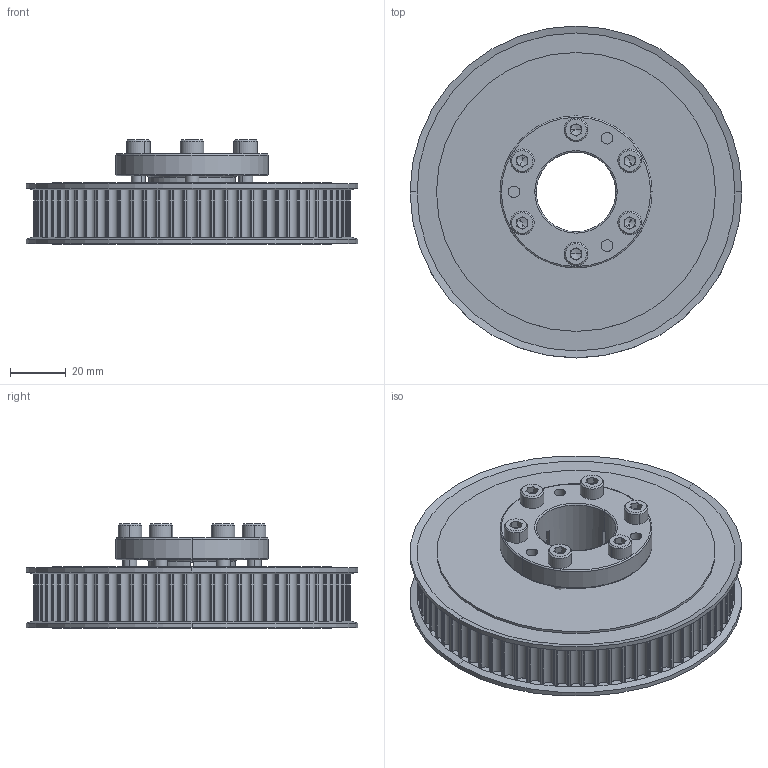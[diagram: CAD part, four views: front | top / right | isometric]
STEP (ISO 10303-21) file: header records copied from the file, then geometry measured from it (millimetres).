
FILE_DESCRIPTION (( 'STEP AP203' ), '1' );
FILE_NAME ('A72-5M15-SPBO-1125.step', '2023-08-24T19:26:24', ( '' ), ( '' ), 'SwSTEP 2.0', 'SolidWorks 2021', '' );
FILE_SCHEMA (( 'CONFIG_CONTROL_DESIGN' ));
Length unit declared in the file: millimetre
Products named in the file (1): A72-5M15-SPBO-1125
Bounding box: 119 x 119 x 37.5 mm (x, y, z)
Volume: 214948.9 mm3; surface area: 60247.4 mm2
Topology: 10 solids, 10 shells, 613 faces, 1663 edges, 1072 vertices
Faces by surface type: cylinder 435, plane 116, cone 50, torus 12
Entity records: 19834 total; most frequent: DIRECTION 3841, CARTESIAN_POINT 3413, ORIENTED_EDGE 3302, EDGE_CURVE 1651, AXIS2_PLACEMENT_3D 1592, VERTEX_POINT 1072, CIRCLE 978, EDGE_LOOP 665
